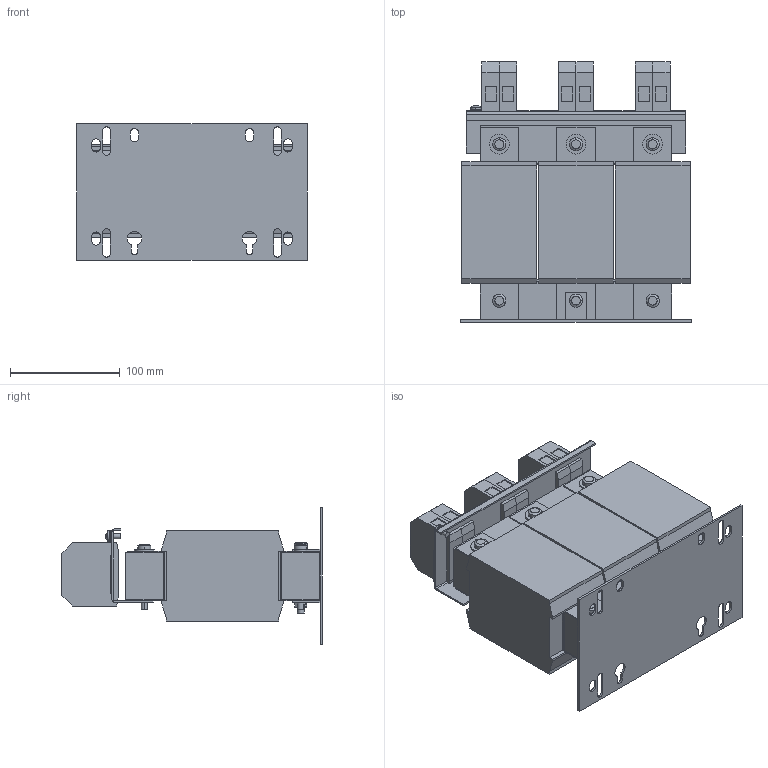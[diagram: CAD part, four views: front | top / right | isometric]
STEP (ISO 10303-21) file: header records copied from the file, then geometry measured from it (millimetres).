
FILE_DESCRIPTION (( 'STEP AP214' ), '1' );
FILE_NAME ('219787.STEP', '2020-06-10T10:12:33', ( '' ), ( '' ), 'SwSTEP 2.0', 'SolidWorks 2018', '' );
FILE_SCHEMA (( 'AUTOMOTIVE_DESIGN' ));
Length unit declared in the file: millimetre
Products named in the file (1): 219787
Bounding box: 210 x 237.7 x 125 mm (x, y, z)
Volume: 2708149.8 mm3; surface area: 297622.4 mm2
Topology: 1 solids, 1 shells, 576 faces, 1504 edges, 967 vertices
Faces by surface type: plane 422, cylinder 119, sphere 14, cone 8, torus 7, bspline 6
Entity records: 17734 total; most frequent: CARTESIAN_POINT 3306, ORIENTED_EDGE 3004, DIRECTION 2932, EDGE_CURVE 1502, VECTOR 1142, LINE 1142, VERTEX_POINT 967, AXIS2_PLACEMENT_3D 895
